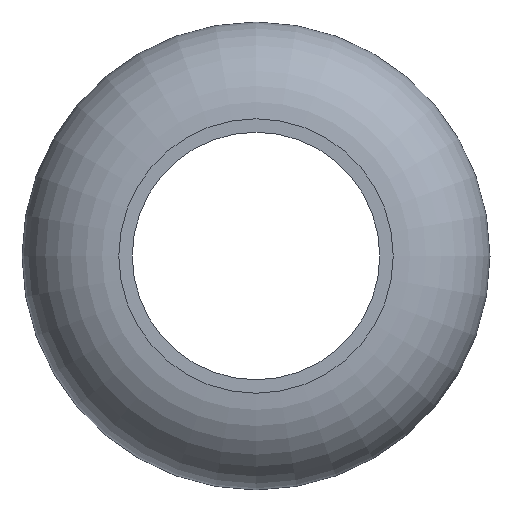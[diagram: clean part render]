
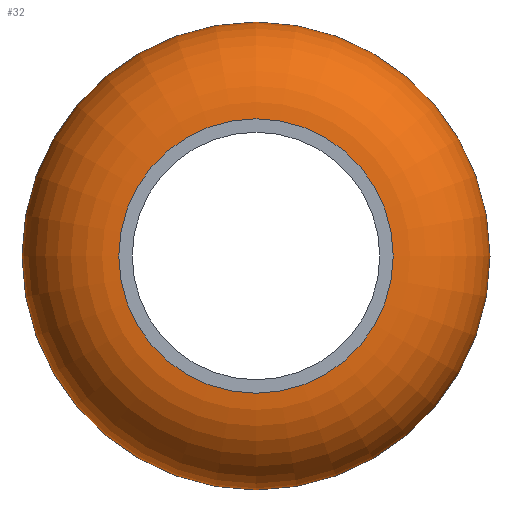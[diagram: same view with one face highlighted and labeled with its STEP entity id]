
A CAD part, left-side view. The second image highlights one B-rep face of the part: STEP entity #32.
In plain terms, the highlighted toroidal (fillet/blend) face has major radius 14.997 mm and minor radius 11.003 mm.
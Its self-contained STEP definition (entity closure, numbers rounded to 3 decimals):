
#32 = ADVANCED_FACE( '', ( #65, #66, #67 ), #68, .T. );
#65 = FACE_BOUND( '', #106, .T. );
#66 = FACE_OUTER_BOUND( '', #107, .T. );
#67 = FACE_OUTER_BOUND( '', #108, .T. );
#68 = TOROIDAL_SURFACE( '', #109, 14.997, 11.003 );
#106 = VERTEX_LOOP( '', #141 );
#107 = EDGE_LOOP( '', ( #142 ) );
#108 = EDGE_LOOP( '', ( #143 ) );
#109 = AXIS2_PLACEMENT_3D( '', #144, #145, #146 );
#141 = VERTEX_POINT( '', #191 );
#142 = ORIENTED_EDGE( '', *, *, #192, .T. );
#143 = ORIENTED_EDGE( '', *, *, #193, .F. );
#144 = CARTESIAN_POINT( '', ( 28., 0., 0. ) );
#145 = DIRECTION( '', ( 1., 0., 0. ) );
#146 = DIRECTION( '', ( 0., 0., -1. ) );
#191 = CARTESIAN_POINT( '', ( 28., 0., -26. ) );
#192 = EDGE_CURVE( '', #209, #209, #210, .T. );
#193 = EDGE_CURVE( '', #211, #211, #212, .T. );
#209 = VERTEX_POINT( '', #233 );
#210 = CIRCLE( '', #234, 15.25 );
#211 = VERTEX_POINT( '', #235 );
#212 = CIRCLE( '', #236, 15.25 );
#233 = CARTESIAN_POINT( '', ( 17., 0., -15.25 ) );
#234 = AXIS2_PLACEMENT_3D( '', #256, #257, #258 );
#235 = CARTESIAN_POINT( '', ( 39., 0., -15.25 ) );
#236 = AXIS2_PLACEMENT_3D( '', #259, #260, #261 );
#256 = CARTESIAN_POINT( '', ( 17., 0., 0. ) );
#257 = DIRECTION( '', ( 1., 0., 0. ) );
#258 = DIRECTION( '', ( 0., 0., -1. ) );
#259 = CARTESIAN_POINT( '', ( 39., 0., 0. ) );
#260 = DIRECTION( '', ( 1., 0., 0. ) );
#261 = DIRECTION( '', ( 0., 0., -1. ) );
